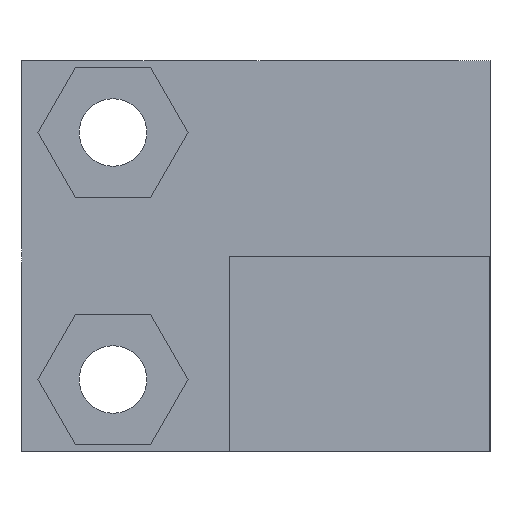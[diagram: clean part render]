
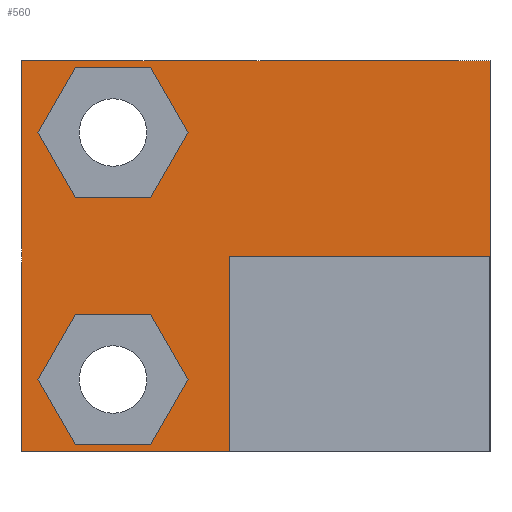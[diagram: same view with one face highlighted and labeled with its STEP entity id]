
A CAD part, left-side view. The second image highlights one B-rep face of the part: STEP entity #560.
In plain terms, the highlighted planar face has unit normal (-1, 0, 0).
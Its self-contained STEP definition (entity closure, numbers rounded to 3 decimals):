
#10 = EDGE_CURVE ( 'NONE', #1190, #1370, #1289, .T. ) ;
#16 = EDGE_CURVE ( 'NONE', #1202, #1454, #987, .T. ) ;
#90 = DIRECTION ( 'NONE',  ( 0., 0., -1. ) ) ;
#163 = DIRECTION ( 'NONE',  ( 1., 0., 0. ) ) ;
#219 = PLANE ( 'NONE',  #1070 ) ;
#223 = CARTESIAN_POINT ( 'NONE',  ( 13., 5., 0. ) ) ;
#261 = CARTESIAN_POINT ( 'NONE',  ( 13., 12.387, 4.75 ) ) ;
#267 = DIRECTION ( 'NONE',  ( 0., 1., 0. ) ) ;
#268 = DIRECTION ( 'NONE',  ( 0., -0.5, 0.866 ) ) ;
#269 = CARTESIAN_POINT ( 'NONE',  ( 13., 10.943, 2.25 ) ) ;
#270 = DIRECTION ( 'NONE',  ( 0., -1., 0. ) ) ;
#273 = DIRECTION ( 'NONE',  ( 0., -1., 0. ) ) ;
#275 = CARTESIAN_POINT ( 'NONE',  ( 13., 8.057, -7.25 ) ) ;
#278 = DIRECTION ( 'NONE',  ( 0., -0.5, -0.866 ) ) ;
#280 = DIRECTION ( 'NONE',  ( 0., 0.5, -0.866 ) ) ;
#281 = CARTESIAN_POINT ( 'NONE',  ( 13., 12.387, -4.75 ) ) ;
#283 = DIRECTION ( 'NONE',  ( 0., -1., 0. ) ) ;
#310 = DIRECTION ( 'NONE',  ( 0., -0.5, -0.866 ) ) ;
#334 = DIRECTION ( 'NONE',  ( 0., 0., 1. ) ) ;
#335 = CARTESIAN_POINT ( 'NONE',  ( 13., 8.057, -2.25 ) ) ;
#339 = DIRECTION ( 'NONE',  ( 0., 0.5, -0.866 ) ) ;
#342 = DIRECTION ( 'NONE',  ( 0., 0.5, 0.866 ) ) ;
#345 = CARTESIAN_POINT ( 'NONE',  ( 13., 8.057, 7.25 ) ) ;
#346 = DIRECTION ( 'NONE',  ( 0., 1., 0. ) ) ;
#348 = CARTESIAN_POINT ( 'NONE',  ( 13., 8.057, 2.25 ) ) ;
#352 = DIRECTION ( 'NONE',  ( 0., 0.5, 0.866 ) ) ;
#357 = CARTESIAN_POINT ( 'NONE',  ( 13., 6.613, 4.75 ) ) ;
#362 = CARTESIAN_POINT ( 'NONE',  ( 13., 6.613, -4.75 ) ) ;
#363 = DIRECTION ( 'NONE',  ( 0., -1., 0. ) ) ;
#368 = DIRECTION ( 'NONE',  ( 0., -0.5, 0.866 ) ) ;
#369 = CARTESIAN_POINT ( 'NONE',  ( 13., 10.943, -7.25 ) ) ;
#370 = CARTESIAN_POINT ( 'NONE',  ( 13., 5., 7.5 ) ) ;
#371 = CARTESIAN_POINT ( 'NONE',  ( 13., 10.943, -2.25 ) ) ;
#376 = CARTESIAN_POINT ( 'NONE',  ( 13., 10.943, 7.25 ) ) ;
#383 = CARTESIAN_POINT ( 'NONE',  ( 13., -5., 0. ) ) ;
#386 = CARTESIAN_POINT ( 'NONE',  ( 13., 5., 0. ) ) ;
#402 = VECTOR ( 'NONE', #789, 1000. ) ;
#444 = LINE ( 'NONE', #791, #402 ) ;
#482 = CARTESIAN_POINT ( 'NONE',  ( 13., -5., 0. ) ) ;
#483 = CARTESIAN_POINT ( 'NONE',  ( 13., 5., 0. ) ) ;
#493 = CARTESIAN_POINT ( 'NONE',  ( 13., -5., 7.5 ) ) ;
#495 = CARTESIAN_POINT ( 'NONE',  ( 13., 10.943, -2.25 ) ) ;
#509 = CARTESIAN_POINT ( 'NONE',  ( 13., 13., 7.5 ) ) ;
#518 = CARTESIAN_POINT ( 'NONE',  ( 13., 10.943, 2.25 ) ) ;
#527 = CARTESIAN_POINT ( 'NONE',  ( 13., 8.057, -7.25 ) ) ;
#539 = CARTESIAN_POINT ( 'NONE',  ( 13., 8.057, 7.25 ) ) ;
#560 = ADVANCED_FACE ( 'NONE', ( #687, #703, #690 ), #219, .F. ) ;
#600 = DIRECTION ( 'NONE',  ( 0., 0., 1. ) ) ;
#611 = CARTESIAN_POINT ( 'NONE',  ( 13., 13., 7.5 ) ) ;
#614 = DIRECTION ( 'NONE',  ( 0., 0., 1. ) ) ;
#624 = CARTESIAN_POINT ( 'NONE',  ( 13., 5., 7.5 ) ) ;
#662 = LINE ( 'NONE', #386, #663 ) ;
#663 = VECTOR ( 'NONE', #273, 1000. ) ;
#676 = VECTOR ( 'NONE', #363, 1000. ) ;
#687 = FACE_BOUND ( 'NONE', #1484, .T. ) ;
#690 = FACE_OUTER_BOUND ( 'NONE', #1326, .T. ) ;
#703 = FACE_BOUND ( 'NONE', #1544, .T. ) ;
#731 = LINE ( 'NONE', #362, #755 ) ;
#732 = LINE ( 'NONE', #275, #762 ) ;
#734 = VECTOR ( 'NONE', #278, 1000. ) ;
#735 = LINE ( 'NONE', #371, #748 ) ;
#736 = VECTOR ( 'NONE', #368, 1000. ) ;
#740 = VECTOR ( 'NONE', #346, 1000. ) ;
#741 = VECTOR ( 'NONE', #270, 1000. ) ;
#742 = LINE ( 'NONE', #345, #740 ) ;
#745 = VECTOR ( 'NONE', #267, 1000. ) ;
#747 = LINE ( 'NONE', #269, #741 ) ;
#748 = VECTOR ( 'NONE', #280, 1000. ) ;
#755 = VECTOR ( 'NONE', #352, 1000. ) ;
#756 = LINE ( 'NONE', #376, #771 ) ;
#758 = VECTOR ( 'NONE', #342, 1000. ) ;
#759 = LINE ( 'NONE', #335, #745 ) ;
#760 = LINE ( 'NONE', #281, #734 ) ;
#762 = VECTOR ( 'NONE', #268, 1000. ) ;
#765 = LINE ( 'NONE', #357, #758 ) ;
#766 = LINE ( 'NONE', #348, #736 ) ;
#769 = LINE ( 'NONE', #261, #976 ) ;
#771 = VECTOR ( 'NONE', #339, 1000. ) ;
#773 = CARTESIAN_POINT ( 'NONE',  ( 13., 8.057, 2.25 ) ) ;
#783 = CARTESIAN_POINT ( 'NONE',  ( 13., 13., -7.5 ) ) ;
#789 = DIRECTION ( 'NONE',  ( 0., -1., 0. ) ) ;
#791 = CARTESIAN_POINT ( 'NONE',  ( 13., 13., -7.5 ) ) ;
#792 = CARTESIAN_POINT ( 'NONE',  ( 13., 6.613, 4.75 ) ) ;
#812 = CARTESIAN_POINT ( 'NONE',  ( 13., 10.943, -7.25 ) ) ;
#813 = CARTESIAN_POINT ( 'NONE',  ( 13., 12.387, -4.75 ) ) ;
#820 = CARTESIAN_POINT ( 'NONE',  ( 13., 6.613, -4.75 ) ) ;
#824 = CARTESIAN_POINT ( 'NONE',  ( 13., 8.057, -2.25 ) ) ;
#834 = CARTESIAN_POINT ( 'NONE',  ( 13., 12.387, 4.75 ) ) ;
#845 = CARTESIAN_POINT ( 'NONE',  ( 13., 10.943, 7.25 ) ) ;
#852 = CARTESIAN_POINT ( 'NONE',  ( 13., 5., -7.5 ) ) ;
#881 = EDGE_CURVE ( 'NONE', #1370, #1511, #981, .T. ) ;
#882 = EDGE_CURVE ( 'NONE', #1493, #1511, #975, .T. ) ;
#883 = EDGE_CURVE ( 'NONE', #1210, #1529, #979, .T. ) ;
#885 = EDGE_CURVE ( 'NONE', #1529, #1237, #732, .T. ) ;
#886 = EDGE_CURVE ( 'NONE', #1237, #1178, #731, .T. ) ;
#887 = EDGE_CURVE ( 'NONE', #1178, #1333, #759, .T. ) ;
#888 = EDGE_CURVE ( 'NONE', #1333, #1219, #735, .T. ) ;
#889 = EDGE_CURVE ( 'NONE', #1219, #1210, #760, .T. ) ;
#894 = EDGE_CURVE ( 'NONE', #1431, #1360, #747, .T. ) ;
#895 = EDGE_CURVE ( 'NONE', #1360, #1357, #766, .T. ) ;
#896 = EDGE_CURVE ( 'NONE', #1357, #1505, #765, .T. ) ;
#899 = EDGE_CURVE ( 'NONE', #1505, #1340, #742, .T. ) ;
#904 = EDGE_CURVE ( 'NONE', #1340, #1214, #756, .T. ) ;
#906 = EDGE_CURVE ( 'NONE', #1214, #1431, #769, .T. ) ;
#910 = EDGE_CURVE ( 'NONE', #1454, #1493, #662, .T. ) ;
#928 = EDGE_CURVE ( 'NONE', #1190, #1202, #444, .T. ) ;
#975 = LINE ( 'NONE', #383, #980 ) ;
#976 = VECTOR ( 'NONE', #310, 1000. ) ;
#977 = VECTOR ( 'NONE', #283, 1000. ) ;
#979 = LINE ( 'NONE', #369, #676 ) ;
#980 = VECTOR ( 'NONE', #334, 1000. ) ;
#981 = LINE ( 'NONE', #370, #977 ) ;
#987 = LINE ( 'NONE', #624, #989 ) ;
#989 = VECTOR ( 'NONE', #614, 1000. ) ;
#1070 = AXIS2_PLACEMENT_3D ( 'NONE', #223, #163, #90 ) ;
#1156 = ORIENTED_EDGE ( 'NONE', *, *, #889, .F. ) ;
#1178 = VERTEX_POINT ( 'NONE', #824 ) ;
#1190 = VERTEX_POINT ( 'NONE', #783 ) ;
#1202 = VERTEX_POINT ( 'NONE', #852 ) ;
#1210 = VERTEX_POINT ( 'NONE', #812 ) ;
#1214 = VERTEX_POINT ( 'NONE', #834 ) ;
#1217 = ORIENTED_EDGE ( 'NONE', *, *, #894, .F. ) ;
#1219 = VERTEX_POINT ( 'NONE', #813 ) ;
#1235 = ORIENTED_EDGE ( 'NONE', *, *, #882, .T. ) ;
#1237 = VERTEX_POINT ( 'NONE', #820 ) ;
#1246 = ORIENTED_EDGE ( 'NONE', *, *, #883, .F. ) ;
#1278 = ORIENTED_EDGE ( 'NONE', *, *, #10, .F. ) ;
#1289 = LINE ( 'NONE', #611, #1451 ) ;
#1292 = ORIENTED_EDGE ( 'NONE', *, *, #899, .F. ) ;
#1301 = ORIENTED_EDGE ( 'NONE', *, *, #928, .T. ) ;
#1320 = ORIENTED_EDGE ( 'NONE', *, *, #906, .F. ) ;
#1324 = ORIENTED_EDGE ( 'NONE', *, *, #886, .F. ) ;
#1326 = EDGE_LOOP ( 'NONE', ( #1235, #1490, #1278, #1301, #1517, #1348 ) ) ;
#1333 = VERTEX_POINT ( 'NONE', #495 ) ;
#1340 = VERTEX_POINT ( 'NONE', #845 ) ;
#1348 = ORIENTED_EDGE ( 'NONE', *, *, #910, .T. ) ;
#1357 = VERTEX_POINT ( 'NONE', #792 ) ;
#1360 = VERTEX_POINT ( 'NONE', #773 ) ;
#1370 = VERTEX_POINT ( 'NONE', #509 ) ;
#1377 = ORIENTED_EDGE ( 'NONE', *, *, #888, .F. ) ;
#1403 = ORIENTED_EDGE ( 'NONE', *, *, #895, .F. ) ;
#1417 = ORIENTED_EDGE ( 'NONE', *, *, #885, .F. ) ;
#1431 = VERTEX_POINT ( 'NONE', #518 ) ;
#1449 = ORIENTED_EDGE ( 'NONE', *, *, #887, .F. ) ;
#1451 = VECTOR ( 'NONE', #600, 1000. ) ;
#1454 = VERTEX_POINT ( 'NONE', #483 ) ;
#1484 = EDGE_LOOP ( 'NONE', ( #1320, #1489, #1292, #1524, #1403, #1217 ) ) ;
#1489 = ORIENTED_EDGE ( 'NONE', *, *, #904, .F. ) ;
#1490 = ORIENTED_EDGE ( 'NONE', *, *, #881, .F. ) ;
#1493 = VERTEX_POINT ( 'NONE', #482 ) ;
#1505 = VERTEX_POINT ( 'NONE', #539 ) ;
#1511 = VERTEX_POINT ( 'NONE', #493 ) ;
#1517 = ORIENTED_EDGE ( 'NONE', *, *, #16, .T. ) ;
#1524 = ORIENTED_EDGE ( 'NONE', *, *, #896, .F. ) ;
#1529 = VERTEX_POINT ( 'NONE', #527 ) ;
#1544 = EDGE_LOOP ( 'NONE', ( #1156, #1377, #1449, #1324, #1417, #1246 ) ) ;
